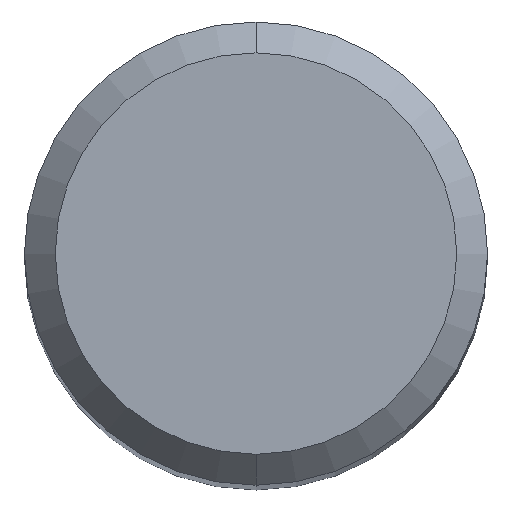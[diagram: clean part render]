
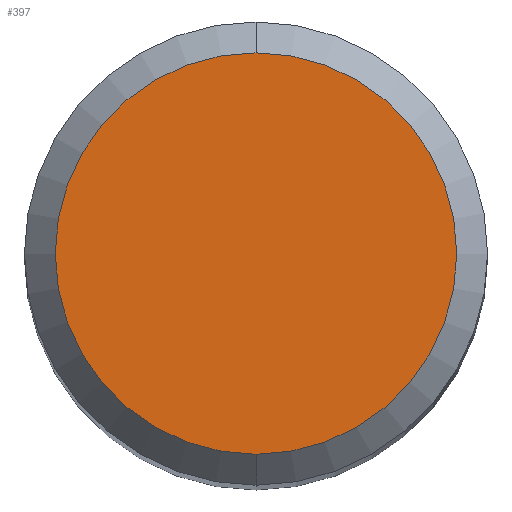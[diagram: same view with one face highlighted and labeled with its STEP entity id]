
A CAD part, top view. The second image highlights one B-rep face of the part: STEP entity #397.
In plain terms, the highlighted planar face has unit normal (0, 0, 1).
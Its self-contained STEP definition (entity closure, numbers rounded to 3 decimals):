
#237=VERTEX_POINT('',#533);
#285=EDGE_CURVE('',#379,#237,#585,.T.);
#305=EDGE_CURVE('',#237,#379,#606,.T.);
#379=VERTEX_POINT('',#688);
#397=ADVANCED_FACE('',(#709),#710,.T.);
#533=CARTESIAN_POINT('',(0.,-2.6,0.0));
#585=CIRCLE('',#1038,2.6);
#606=CIRCLE('',#1066,2.6);
#688=CARTESIAN_POINT('',(0.0,2.6,0.0));
#709=FACE_OUTER_BOUND('',#1210,.T.);
#710=PLANE('',#1211);
#1038=AXIS2_PLACEMENT_3D('',#1504,#1505,#1506);
#1066=AXIS2_PLACEMENT_3D('',#1523,#1524,#1525);
#1210=EDGE_LOOP('',(#1650,#1651));
#1211=AXIS2_PLACEMENT_3D('',#1652,#1653,#1654);
#1504=CARTESIAN_POINT('',(0.0,0.0,0.0));
#1505=DIRECTION('',(0.0,0.0,-1.0));
#1506=DIRECTION('',(0.0,1.0,0.0));
#1523=CARTESIAN_POINT('',(0.0,0.0,0.0));
#1524=DIRECTION('',(0.0,0.0,-1.0));
#1525=DIRECTION('',(0.0,1.0,0.0));
#1650=ORIENTED_EDGE('',*,*,#285,.F.);
#1651=ORIENTED_EDGE('',*,*,#305,.F.);
#1652=CARTESIAN_POINT('',(0.0,1.3,0.0));
#1653=DIRECTION('',(-0.0,0.0,1.0));
#1654=DIRECTION('',(0.0,-1.0,0.0));
